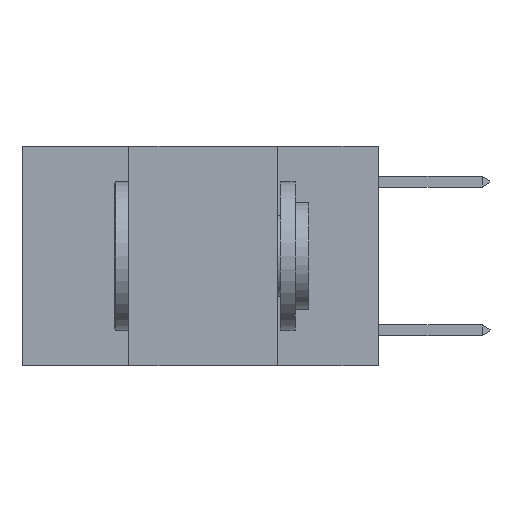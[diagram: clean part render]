
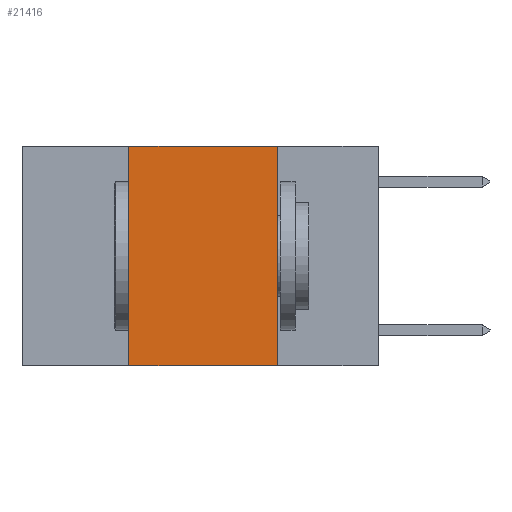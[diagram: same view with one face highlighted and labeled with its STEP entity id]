
A CAD part, left-side view. The second image highlights one B-rep face of the part: STEP entity #21416.
In plain terms, the highlighted planar face has unit normal (-1, 0, 0).
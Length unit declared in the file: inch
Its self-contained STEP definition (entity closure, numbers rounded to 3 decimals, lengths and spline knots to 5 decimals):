
#148 = EDGE_CURVE ( 'NONE', #20042, #15551, #18501, .T. ) ;
#241 = ORIENTED_EDGE ( 'NONE', *, *, #21412, .F. ) ;
#368 = ORIENTED_EDGE ( 'NONE', *, *, #21638, .T. ) ;
#688 = CARTESIAN_POINT ( 'NONE',  ( 0., 0.17, -0.37 ) ) ;
#689 = DIRECTION ( 'NONE',  ( 0., -1., 0. ) ) ;
#2570 = CARTESIAN_POINT ( 'NONE',  ( 0., 0.6, 0. ) ) ;
#2710 = LINE ( 'NONE', #18970, #21535 ) ;
#2768 = CARTESIAN_POINT ( 'NONE',  ( 0., 0.6, -0.37 ) ) ;
#2870 = EDGE_CURVE ( 'NONE', #3849, #4466, #16995, .T. ) ;
#3849 = VERTEX_POINT ( 'NONE', #21711 ) ;
#4443 = DIRECTION ( 'NONE',  ( 0., 0., -1. ) ) ;
#4466 = VERTEX_POINT ( 'NONE', #688 ) ;
#5911 = DIRECTION ( 'NONE',  ( 0., 0., -1. ) ) ;
#7337 = VECTOR ( 'NONE', #17468, 39.37008 ) ;
#7686 = DIRECTION ( 'NONE',  ( 0., 0., 1. ) ) ;
#8567 = ORIENTED_EDGE ( 'NONE', *, *, #148, .F. ) ;
#8754 = VECTOR ( 'NONE', #7686, 39.37008 ) ;
#8964 = CARTESIAN_POINT ( 'NONE',  ( 0., 0.17, 0. ) ) ;
#9194 = AXIS2_PLACEMENT_3D ( 'NONE', #2570, #15440, #4443 ) ;
#11751 = ORIENTED_EDGE ( 'NONE', *, *, #2870, .F. ) ;
#12185 = LINE ( 'NONE', #2768, #7337 ) ;
#13985 = CARTESIAN_POINT ( 'NONE',  ( 0., 0.42, 0. ) ) ;
#15440 = DIRECTION ( 'NONE',  ( 1., 0., 0. ) ) ;
#15551 = VERTEX_POINT ( 'NONE', #20407 ) ;
#16995 = LINE ( 'NONE', #8964, #21178 ) ;
#17168 = CARTESIAN_POINT ( 'NONE',  ( 0., 0.42, -0.37 ) ) ;
#17357 = FACE_OUTER_BOUND ( 'NONE', #23556, .T. ) ;
#17468 = DIRECTION ( 'NONE',  ( 0., -1., 0. ) ) ;
#18501 = LINE ( 'NONE', #13985, #8754 ) ;
#18970 = CARTESIAN_POINT ( 'NONE',  ( 0., 0.6, 0. ) ) ;
#20042 = VERTEX_POINT ( 'NONE', #17168 ) ;
#20407 = CARTESIAN_POINT ( 'NONE',  ( 0., 0.42, 0. ) ) ;
#21178 = VECTOR ( 'NONE', #5911, 39.37008 ) ;
#21412 = EDGE_CURVE ( 'NONE', #15551, #3849, #2710, .T. ) ;
#21416 = ADVANCED_FACE ( 'NONE', ( #17357 ), #22572, .F. ) ;
#21535 = VECTOR ( 'NONE', #689, 39.37008 ) ;
#21638 = EDGE_CURVE ( 'NONE', #20042, #4466, #12185, .T. ) ;
#21711 = CARTESIAN_POINT ( 'NONE',  ( 0., 0.17, 0. ) ) ;
#22572 = PLANE ( 'NONE',  #9194 ) ;
#23556 = EDGE_LOOP ( 'NONE', ( #11751, #241, #8567, #368 ) ) ;
